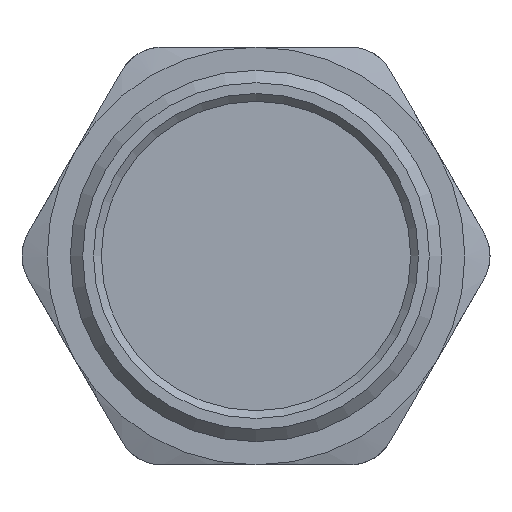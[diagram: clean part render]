
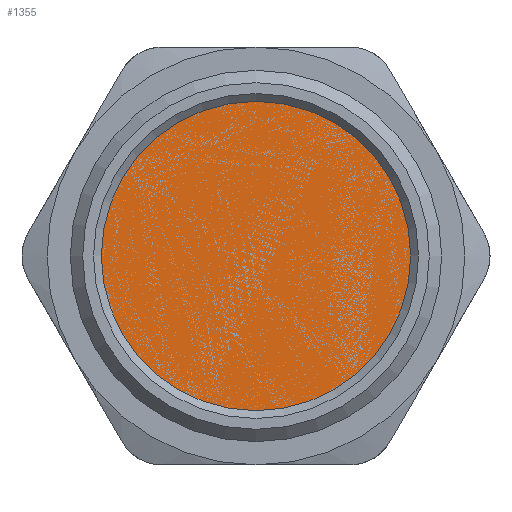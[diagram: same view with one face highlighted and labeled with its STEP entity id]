
A CAD part, front view. The second image highlights one B-rep face of the part: STEP entity #1355.
In plain terms, the highlighted planar face has unit normal (0, 1, 0).
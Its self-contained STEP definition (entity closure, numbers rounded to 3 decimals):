
#245=FACE_OUTER_BOUND('',#329,.T.);
#329=EDGE_LOOP('',(#1170));
#510=CIRCLE('',#1509,12.);
#628=VERTEX_POINT('',#2548);
#810=EDGE_CURVE('',#628,#628,#510,.T.);
#1170=ORIENTED_EDGE('',*,*,#810,.T.);
#1201=PLANE('',#1508);
#1355=ADVANCED_FACE('',(#245),#1201,.T.);
#1508=AXIS2_PLACEMENT_3D('',#2547,#1850,#1851);
#1509=AXIS2_PLACEMENT_3D('',#2549,#1852,#1853);
#1850=DIRECTION('center_axis',(0.,1.,0.));
#1851=DIRECTION('ref_axis',(0.,0.,1.));
#1852=DIRECTION('center_axis',(0.,1.,0.));
#1853=DIRECTION('ref_axis',(1.,0.,0.));
#2547=CARTESIAN_POINT('Origin',(-1.822,-0.897,0.));
#2548=CARTESIAN_POINT('',(-13.822,-0.897,0.));
#2549=CARTESIAN_POINT('Origin',(-1.822,-0.897,0.));
